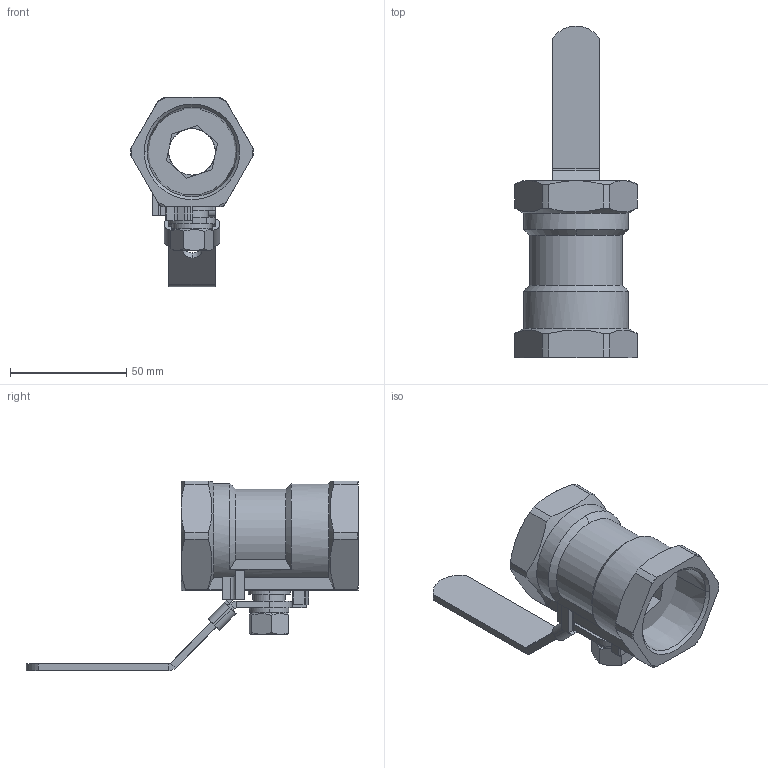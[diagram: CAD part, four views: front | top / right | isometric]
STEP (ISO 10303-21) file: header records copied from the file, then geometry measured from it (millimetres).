
FILE_DESCRIPTION (( 'STEP AP203' ), '1' );
FILE_NAME ('RV-1N 珨衱侐煦眳珨.STEP', '2020-09-04T01:43:21', ( '' ), ( '' ), 'SwSTEP 2.0', 'SolidWorks 2018', '' );
FILE_SCHEMA (( 'CONFIG_CONTROL_DESIGN' ));
Length unit declared in the file: millimetre
Products named in the file (14): 一又四分之一  压套; 一又四分之一  小阀座; hex nuts, style 2-grades ab gb_GB_HEXAGON_TYPE13 M10 Normal Style-N; 一片式球阀  球; 一又四分之一  阀杆; 一又四分之一   限位锁; 一又四分之一  止推垫; RV-1N  珨衱侐煦眳珨; 一又四分之一  丝堵加工图; 一又四分之一  大阀座; single coil lock washers light type gb_GB_FASTENER_WASHER_SSWL 10; 一又四分之一  填料; 一 又四分之一   体加工体; 一又四分之一   手柄
Assembly tree (13 placements, depth 2):
  RV-1N  珨衱侐煦眳珨
    一 又四分之一   体加工体
    一又四分之一  小阀座
    一又四分之一  阀杆
    一又四分之一  止推垫
    一片式球阀  球
    一又四分之一  大阀座
    一又四分之一  丝堵加工图
    一又四分之一  填料
    一又四分之一  压套
    一又四分之一   手柄
    一又四分之一   限位锁
    hex nuts, style 2-grades ab gb_GB_HEXAGON_TYPE13 M10 Normal Style-N
    single coil lock washers light type gb_GB_FASTENER_WASHER_SSWL 10
Bounding box: 52.59 x 142.7 x 81.5 mm (x, y, z)
Volume: 79726.8 mm3; surface area: 45496.1 mm2
Topology: 13 solids, 13 shells, 521 faces, 1314 edges, 851 vertices
Faces by surface type: plane 266, cylinder 120, bspline 81, cone 50, sphere 4
Entity records: 22174 total; most frequent: CARTESIAN_POINT 8659, ORIENTED_EDGE 2616, DIRECTION 2252, EDGE_CURVE 1308, VERTEX_POINT 847, AXIS2_PLACEMENT_3D 753, LINE 746, VECTOR 746
